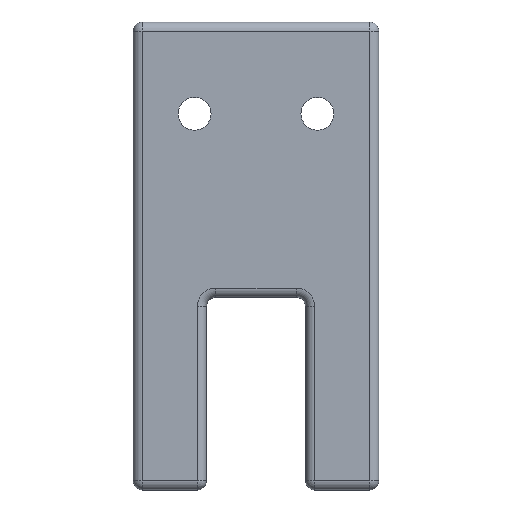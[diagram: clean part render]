
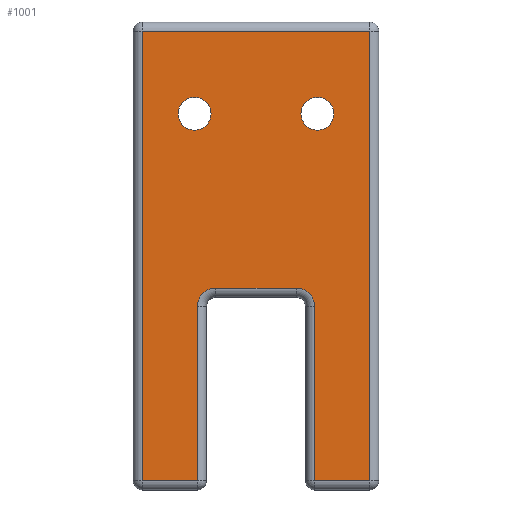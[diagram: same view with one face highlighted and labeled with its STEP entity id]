
A CAD part, top view. The second image highlights one B-rep face of the part: STEP entity #1001.
In plain terms, the highlighted planar face has unit normal (0, 0, 1).
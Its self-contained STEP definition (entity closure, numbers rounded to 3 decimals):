
#22=FACE_BOUND('',#343,.T.);
#23=FACE_BOUND('',#344,.T.);
#35=PLANE('',#1150);
#53=LINE('',#1570,#118);
#62=LINE('',#1646,#127);
#63=LINE('',#1688,#128);
#68=LINE('',#1711,#133);
#73=LINE('',#1740,#138);
#76=LINE('',#1744,#141);
#78=LINE('',#1747,#143);
#96=LINE('',#1783,#161);
#118=VECTOR('',#1227,10.);
#127=VECTOR('',#1286,10.);
#128=VECTOR('',#1305,10.);
#133=VECTOR('',#1332,10.);
#138=VECTOR('',#1367,10.);
#141=VECTOR('',#1372,10.);
#143=VECTOR('',#1376,10.);
#161=VECTOR('',#1422,10.);
#272=FACE_OUTER_BOUND('',#342,.T.);
#342=EDGE_LOOP('',(#871,#872,#873,#874,#875,#876,#877,#878,#879,#880));
#343=EDGE_LOOP('',(#881));
#344=EDGE_LOOP('',(#882));
#391=CIRCLE('',#1075,2.);
#403=CIRCLE('',#1095,2.);
#425=CIRCLE('',#1151,1.8);
#426=CIRCLE('',#1152,1.8);
#441=VERTEX_POINT('',#1546);
#448=VERTEX_POINT('',#1561);
#459=VERTEX_POINT('',#1622);
#465=VERTEX_POINT('',#1639);
#466=VERTEX_POINT('',#1641);
#471=VERTEX_POINT('',#1681);
#479=VERTEX_POINT('',#1704);
#480=VERTEX_POINT('',#1706);
#486=VERTEX_POINT('',#1726);
#488=VERTEX_POINT('',#1731);
#501=VERTEX_POINT('',#1827);
#502=VERTEX_POINT('',#1829);
#528=EDGE_CURVE('',#441,#448,#53,.T.);
#551=EDGE_CURVE('',#465,#466,#391,.T.);
#554=EDGE_CURVE('',#448,#465,#62,.T.);
#562=EDGE_CURVE('',#471,#459,#63,.T.);
#571=EDGE_CURVE('',#479,#480,#403,.T.);
#574=EDGE_CURVE('',#466,#479,#68,.T.);
#588=EDGE_CURVE('',#480,#488,#73,.T.);
#591=EDGE_CURVE('',#488,#486,#76,.T.);
#593=EDGE_CURVE('',#486,#471,#78,.T.);
#615=EDGE_CURVE('',#459,#441,#96,.T.);
#637=EDGE_CURVE('',#501,#501,#425,.T.);
#638=EDGE_CURVE('',#502,#502,#426,.T.);
#871=ORIENTED_EDGE('',*,*,#571,.F.);
#872=ORIENTED_EDGE('',*,*,#574,.F.);
#873=ORIENTED_EDGE('',*,*,#551,.F.);
#874=ORIENTED_EDGE('',*,*,#554,.F.);
#875=ORIENTED_EDGE('',*,*,#528,.F.);
#876=ORIENTED_EDGE('',*,*,#615,.F.);
#877=ORIENTED_EDGE('',*,*,#562,.F.);
#878=ORIENTED_EDGE('',*,*,#593,.F.);
#879=ORIENTED_EDGE('',*,*,#591,.F.);
#880=ORIENTED_EDGE('',*,*,#588,.F.);
#881=ORIENTED_EDGE('',*,*,#637,.T.);
#882=ORIENTED_EDGE('',*,*,#638,.T.);
#1001=ADVANCED_FACE('',(#272,#22,#23),#35,.T.);
#1075=AXIS2_PLACEMENT_3D('',#1642,#1279,#1280);
#1095=AXIS2_PLACEMENT_3D('',#1707,#1325,#1326);
#1150=AXIS2_PLACEMENT_3D('',#1826,#1479,#1480);
#1151=AXIS2_PLACEMENT_3D('',#1828,#1481,#1482);
#1152=AXIS2_PLACEMENT_3D('',#1830,#1483,#1484);
#1227=DIRECTION('',(-1.,0.,0.));
#1279=DIRECTION('center_axis',(0.,0.,1.));
#1280=DIRECTION('ref_axis',(0.707,0.707,0.));
#1286=DIRECTION('',(0.,1.,0.));
#1305=DIRECTION('',(1.,0.,0.));
#1325=DIRECTION('center_axis',(0.,0.,1.));
#1326=DIRECTION('ref_axis',(-0.707,0.707,0.));
#1332=DIRECTION('',(-1.,0.,0.));
#1367=DIRECTION('',(0.,-1.,0.));
#1372=DIRECTION('',(-1.,0.,0.));
#1376=DIRECTION('',(0.,1.,0.));
#1422=DIRECTION('',(0.,-1.,0.));
#1479=DIRECTION('center_axis',(0.,0.,1.));
#1480=DIRECTION('ref_axis',(0.,1.,0.));
#1481=DIRECTION('center_axis',(0.,0.,-1.));
#1482=DIRECTION('ref_axis',(-1.,0.,0.));
#1483=DIRECTION('center_axis',(0.,0.,-1.));
#1484=DIRECTION('ref_axis',(-1.,0.,0.));
#1546=CARTESIAN_POINT('',(12.45,-30.,20.));
#1561=CARTESIAN_POINT('',(6.45,-30.,20.));
#1570=CARTESIAN_POINT('',(0.05,-30.,20.));
#1622=CARTESIAN_POINT('',(12.45,19.,20.));
#1639=CARTESIAN_POINT('',(6.45,-11.,20.));
#1641=CARTESIAN_POINT('',(4.45,-9.,20.));
#1642=CARTESIAN_POINT('Origin',(4.45,-11.,20.));
#1646=CARTESIAN_POINT('',(6.45,-18.25,20.));
#1681=CARTESIAN_POINT('',(-12.35,19.,20.));
#1688=CARTESIAN_POINT('',(-5.35,19.,20.));
#1704=CARTESIAN_POINT('',(-4.35,-9.,20.));
#1706=CARTESIAN_POINT('',(-6.35,-11.,20.));
#1707=CARTESIAN_POINT('Origin',(-4.35,-11.,20.));
#1711=CARTESIAN_POINT('',(-4.85,-9.,20.));
#1726=CARTESIAN_POINT('',(-12.35,-30.,20.));
#1731=CARTESIAN_POINT('',(-6.35,-30.,20.));
#1740=CARTESIAN_POINT('',(-6.35,-18.25,20.));
#1744=CARTESIAN_POINT('',(-5.35,-30.,20.));
#1747=CARTESIAN_POINT('',(-12.35,-18.25,20.));
#1783=CARTESIAN_POINT('',(12.45,-18.25,20.));
#1826=CARTESIAN_POINT('Origin',(-5.35,-31.,20.));
#1827=CARTESIAN_POINT('',(8.55,10.,20.));
#1828=CARTESIAN_POINT('Origin',(6.75,10.,20.));
#1829=CARTESIAN_POINT('',(-4.85,10.,20.));
#1830=CARTESIAN_POINT('Origin',(-6.65,10.,20.));
